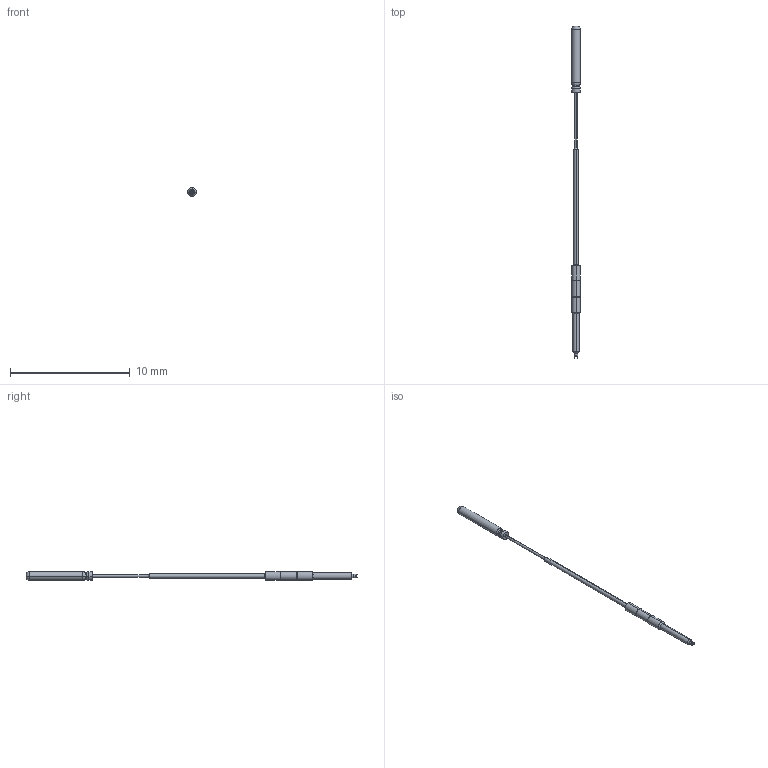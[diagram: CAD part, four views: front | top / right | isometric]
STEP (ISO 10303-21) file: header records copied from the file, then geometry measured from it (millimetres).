
FILE_DESCRIPTION (( 'STEP AP214' ), '1' );
FILE_NAME ('050-PLP1614_-_.STEP', '2013-05-10T19:50:04', ( 'spare' ), ( '' ), 'SwSTEP 2.0', 'SolidWorks 2012', '' );
FILE_SCHEMA (( 'AUTOMOTIVE_DESIGN' ));
Length unit declared in the file: inch
Products named in the file (1): 050-PLP1614_-_
Bounding box: 0.74 x 27.69 x 0.74 mm (x, y, z)
Volume: 5.7 mm3; surface area: 42.7 mm2
Topology: 1 solids, 1 shells, 61 faces, 130 edges, 73 vertices
Faces by surface type: cylinder 22, cone 22, torus 10, plane 7
Entity records: 1705 total; most frequent: CARTESIAN_POINT 370, DIRECTION 292, ORIENTED_EDGE 260, AXIS2_PLACEMENT_3D 130, EDGE_CURVE 130, VERTEX_POINT 73, CIRCLE 68, EDGE_LOOP 63
